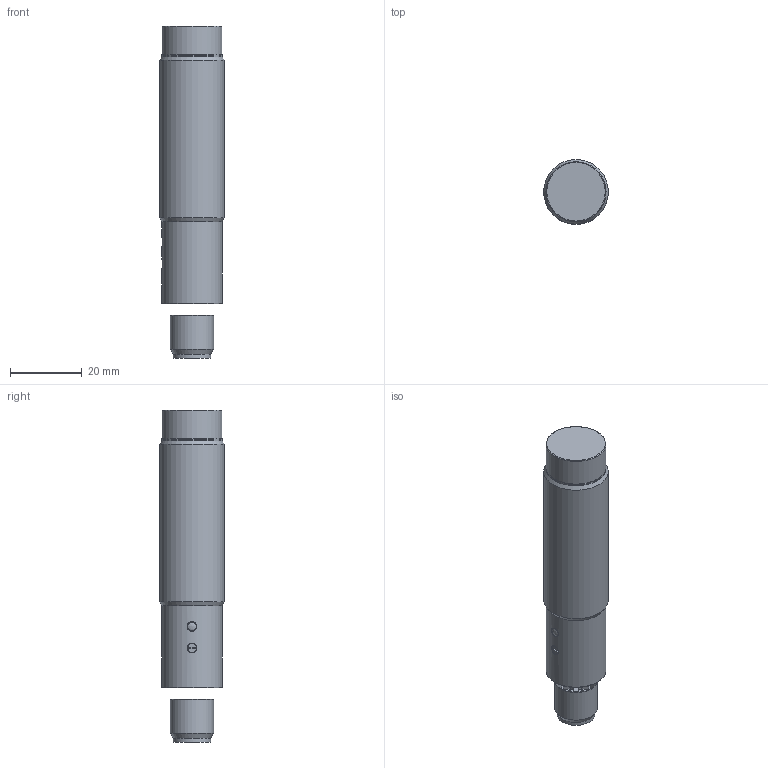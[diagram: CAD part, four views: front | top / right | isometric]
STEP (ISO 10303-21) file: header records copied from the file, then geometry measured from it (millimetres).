
FILE_DESCRIPTION(/* description */ (''),/* implementation_level */ '2;1');
FILE_NAME(/* name */ 'CA18CLNxxxxM1.stp',/* time_stamp */ '2019-07-10T13:45:50+02:00',/* author */ ('tvb'),/* organization */ (''),/* preprocessor_version */ 'ST-DEVELOPER v18',/* originating_system */ 'Autodesk Inventor 2020',/* authorisation */ '');
FILE_SCHEMA (('AUTOMOTIVE_DESIGN { 1 0 10303 214 3 1 1 }'));
Length unit declared in the file: millimetre
Products named in the file (1): CA18CLNxxxxM1
Bounding box: 18 x 18 x 92.5 mm (x, y, z)
Volume: 19923.4 mm3; surface area: 5584.2 mm2
Topology: 1 solids, 1 shells, 60 faces, 162 edges, 110 vertices
Faces by surface type: plane 24, cylinder 21, cone 6, sphere 5, torus 4
Full cylindrical faces by diameter (mm): 1 x4, 2.4 x2, 2.7 x2, 10.4 x1, 12 x1, 16.7 x1, 16.75 x2, 18 x1
Entity records: 2204 total; most frequent: CARTESIAN_POINT 536, DIRECTION 341, ORIENTED_EDGE 316, EDGE_CURVE 158, AXIS2_PLACEMENT_3D 135, VERTEX_POINT 110, CIRCLE 74, LINE 71
